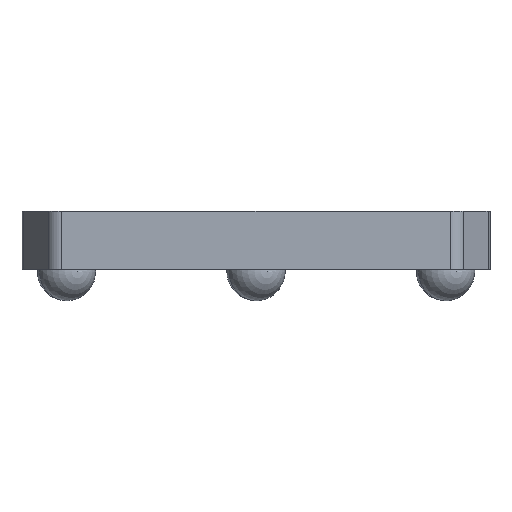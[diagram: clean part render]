
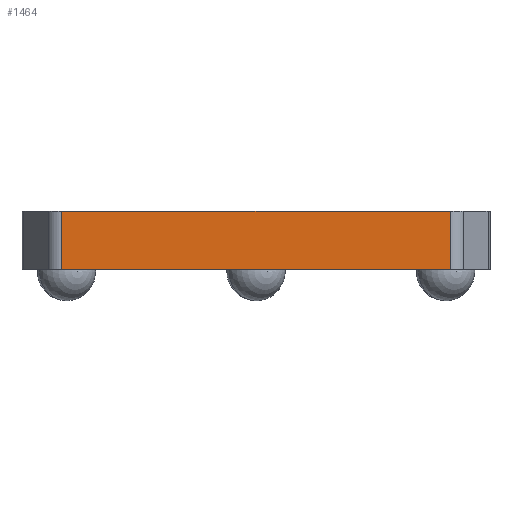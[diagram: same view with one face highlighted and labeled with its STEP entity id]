
A CAD part, front view. The second image highlights one B-rep face of the part: STEP entity #1464.
In plain terms, the highlighted planar face has unit normal (0, -1, 0).
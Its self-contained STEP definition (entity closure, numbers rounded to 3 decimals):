
#89 = LINE ( 'NONE', #1692, #3619 ) ;
#118 = CARTESIAN_POINT ( 'NONE',  ( 27.811, -21.83, 8. ) ) ;
#129 = LINE ( 'NONE', #4390, #3564 ) ;
#157 = VERTEX_POINT ( 'NONE', #323 ) ;
#184 = EDGE_CURVE ( 'NONE', #1440, #157, #377, .T. ) ;
#323 = CARTESIAN_POINT ( 'NONE',  ( 26.656, -21.83, 8. ) ) ;
#377 = LINE ( 'NONE', #1565, #3244 ) ;
#501 = DIRECTION ( 'NONE',  ( -1., 0., 0. ) ) ;
#541 = DIRECTION ( 'NONE',  ( 1., 0., 0. ) ) ;
#817 = DIRECTION ( 'NONE',  ( 1., 0., 0. ) ) ;
#823 = VERTEX_POINT ( 'NONE', #4713 ) ;
#949 = EDGE_LOOP ( 'NONE', ( #3435, #1434, #2206, #1622 ) ) ;
#1159 = EDGE_CURVE ( 'NONE', #4404, #157, #2062, .T. ) ;
#1434 = ORIENTED_EDGE ( 'NONE', *, *, #184, .T. ) ;
#1440 = VERTEX_POINT ( 'NONE', #2455 ) ;
#1464 = ADVANCED_FACE ( 'NONE', ( #2829 ), #4394, .F. ) ;
#1565 = CARTESIAN_POINT ( 'NONE',  ( 26.656, -21.83, 8. ) ) ;
#1622 = ORIENTED_EDGE ( 'NONE', *, *, #1718, .T. ) ;
#1692 = CARTESIAN_POINT ( 'NONE',  ( -26.656, -21.83, 8. ) ) ;
#1718 = EDGE_CURVE ( 'NONE', #4404, #823, #89, .T. ) ;
#2062 = LINE ( 'NONE', #118, #4436 ) ;
#2206 = ORIENTED_EDGE ( 'NONE', *, *, #1159, .F. ) ;
#2322 = AXIS2_PLACEMENT_3D ( 'NONE', #3957, #4005, #501 ) ;
#2455 = CARTESIAN_POINT ( 'NONE',  ( 26.656, -21.83, 0. ) ) ;
#2651 = EDGE_CURVE ( 'NONE', #823, #1440, #129, .T. ) ;
#2829 = FACE_OUTER_BOUND ( 'NONE', #949, .T. ) ;
#3107 = DIRECTION ( 'NONE',  ( 0., 0., 1. ) ) ;
#3244 = VECTOR ( 'NONE', #3107, 1000. ) ;
#3435 = ORIENTED_EDGE ( 'NONE', *, *, #2651, .T. ) ;
#3555 = DIRECTION ( 'NONE',  ( 0., 0., -1. ) ) ;
#3564 = VECTOR ( 'NONE', #817, 1000. ) ;
#3619 = VECTOR ( 'NONE', #3555, 1000. ) ;
#3957 = CARTESIAN_POINT ( 'NONE',  ( 27.811, -21.83, 8. ) ) ;
#3998 = CARTESIAN_POINT ( 'NONE',  ( -26.656, -21.83, 8. ) ) ;
#4005 = DIRECTION ( 'NONE',  ( 0., 1., 0. ) ) ;
#4390 = CARTESIAN_POINT ( 'NONE',  ( 27.811, -21.83, 0. ) ) ;
#4394 = PLANE ( 'NONE',  #2322 ) ;
#4404 = VERTEX_POINT ( 'NONE', #3998 ) ;
#4436 = VECTOR ( 'NONE', #541, 1000. ) ;
#4713 = CARTESIAN_POINT ( 'NONE',  ( -26.656, -21.83, 0. ) ) ;
